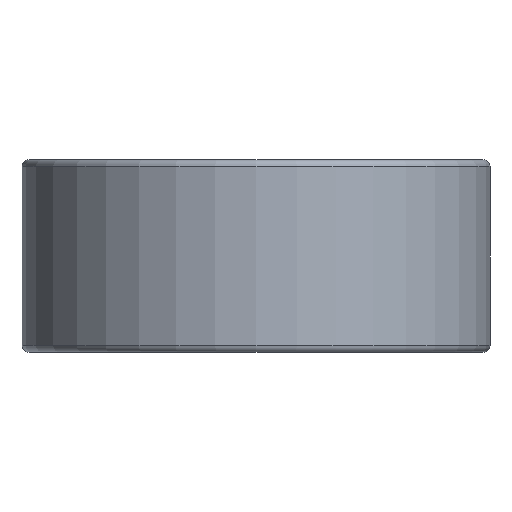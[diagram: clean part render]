
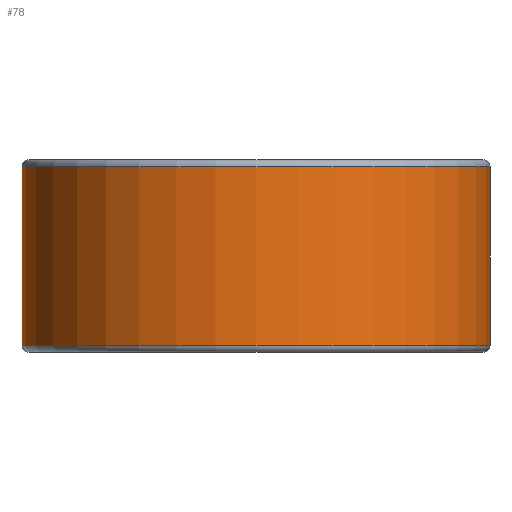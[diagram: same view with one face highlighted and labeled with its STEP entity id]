
A CAD part, front view. The second image highlights one B-rep face of the part: STEP entity #78.
In plain terms, the highlighted cylindrical face has radius 24.994 mm (diameter 49.987 mm), a partial arc.
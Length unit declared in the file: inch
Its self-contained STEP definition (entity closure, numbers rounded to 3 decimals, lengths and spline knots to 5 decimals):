
#62 = EDGE_CURVE ( 'NONE', #2340, #195, #1266, .T. ) ;
#78 = ADVANCED_FACE ( 'NONE', ( #1738 ), #2201, .T. ) ;
#129 = CARTESIAN_POINT ( 'NONE',  ( 0.906, -2.312, -0.375 ) ) ;
#136 = ORIENTED_EDGE ( 'NONE', *, *, #307, .T. ) ;
#165 = DIRECTION ( 'NONE',  ( 1., 0., 0. ) ) ;
#195 = VERTEX_POINT ( 'NONE', #2222 ) ;
#217 = CARTESIAN_POINT ( 'NONE',  ( 0.906, -2.312, 0. ) ) ;
#224 = VERTEX_POINT ( 'NONE', #2061 ) ;
#261 = LINE ( 'NONE', #2657, #704 ) ;
#281 = DIRECTION ( 'NONE',  ( 0., 0., 1. ) ) ;
#307 = EDGE_CURVE ( 'NONE', #224, #1621, #261, .T. ) ;
#315 = CIRCLE ( 'NONE', #407, 0.984 ) ;
#341 = DIRECTION ( 'NONE',  ( 1., 0., 0. ) ) ;
#407 = AXIS2_PLACEMENT_3D ( 'NONE', #129, #1590, #341 ) ;
#437 = DIRECTION ( 'NONE',  ( 0., 0., 1. ) ) ;
#553 = CARTESIAN_POINT ( 'NONE',  ( 1.89, -2.312, -0.375 ) ) ;
#593 = CIRCLE ( 'NONE', #2670, 0.984 ) ;
#704 = VECTOR ( 'NONE', #2440, 39.37008 ) ;
#842 = CARTESIAN_POINT ( 'NONE',  ( -0.078, -2.312, -0.375 ) ) ;
#1266 = LINE ( 'NONE', #2605, #1581 ) ;
#1340 = AXIS2_PLACEMENT_3D ( 'NONE', #217, #437, #1692 ) ;
#1427 = DIRECTION ( 'NONE',  ( 0., 0., 1. ) ) ;
#1581 = VECTOR ( 'NONE', #281, 39.37008 ) ;
#1588 = ORIENTED_EDGE ( 'NONE', *, *, #2403, .F. ) ;
#1590 = DIRECTION ( 'NONE',  ( 0., 0., 1. ) ) ;
#1621 = VERTEX_POINT ( 'NONE', #842 ) ;
#1692 = DIRECTION ( 'NONE',  ( 1., 0., 0. ) ) ;
#1738 = FACE_OUTER_BOUND ( 'NONE', #2486, .T. ) ;
#1982 = ORIENTED_EDGE ( 'NONE', *, *, #2344, .T. ) ;
#2061 = CARTESIAN_POINT ( 'NONE',  ( -0.078, -2.312, 0.375 ) ) ;
#2195 = ORIENTED_EDGE ( 'NONE', *, *, #62, .T. ) ;
#2201 = CYLINDRICAL_SURFACE ( 'NONE', #1340, 0.984 ) ;
#2222 = CARTESIAN_POINT ( 'NONE',  ( 1.89, -2.312, 0.375 ) ) ;
#2340 = VERTEX_POINT ( 'NONE', #553 ) ;
#2344 = EDGE_CURVE ( 'NONE', #1621, #2340, #315, .T. ) ;
#2403 = EDGE_CURVE ( 'NONE', #224, #195, #593, .T. ) ;
#2440 = DIRECTION ( 'NONE',  ( 0., 0., -1. ) ) ;
#2486 = EDGE_LOOP ( 'NONE', ( #1982, #2195, #1588, #136 ) ) ;
#2605 = CARTESIAN_POINT ( 'NONE',  ( 1.89, -2.312, 0. ) ) ;
#2657 = CARTESIAN_POINT ( 'NONE',  ( -0.078, -2.312, 0.375 ) ) ;
#2665 = CARTESIAN_POINT ( 'NONE',  ( 0.906, -2.312, 0.375 ) ) ;
#2670 = AXIS2_PLACEMENT_3D ( 'NONE', #2665, #1427, #165 ) ;
